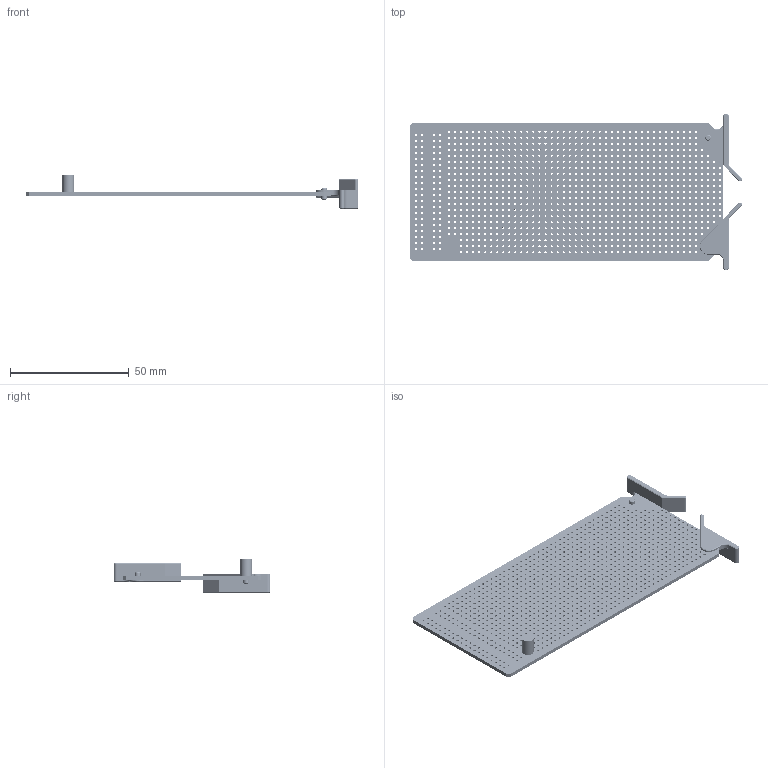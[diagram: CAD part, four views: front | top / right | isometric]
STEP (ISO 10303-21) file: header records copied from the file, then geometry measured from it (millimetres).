
FILE_DESCRIPTION(('Open CASCADE Model'),'2;1');
FILE_NAME('Open CASCADE Shape Model','2022-07-31T14:00:40',('Author'),( 'Open CASCADE'),'Open CASCADE STEP processor 6.8','Open CASCADE 6.8' ,'Unknown');
FILE_SCHEMA(('AUTOMOTIVE_DESIGN { 1 0 10303 214 1 1 1 1 }'));
Length unit declared in the file: millimetre
Products named in the file (10): PCB; Board; Open CASCADE STEP translator 6.8 25.1.1; C1; 6769422560; Cylinder; 6769422320; Free-Models; Ejector
Assembly tree (11 placements, depth 4):
  PCB
    Board
      Open CASCADE STEP translator 6.8 25.1.1
    C1
      6769422560
        Cylinder
      6769422320  x2
        Cylinder
    Free-Models
      Ejector  x2
Bounding box: 140.01 x 66.04 x 14.02 mm (x, y, z)
Volume: 13032.2 mm3; surface area: 21137.3 mm2
Topology: 6 solids, 6 shells, 1101 faces, 3219 edges, 2132 vertices
Faces by surface type: cylinder 1023, plane 56, cone 22
Full cylindrical faces by diameter (mm): 0.5 x2, 0.75 x2, 0.9 x1004, 2.362 x2, 2.768 x2, 5 x1
Entity records: 41276 total; most frequent: DIRECTION 7321, CARTESIAN_POINT 6295, ORIENTED_EDGE 6270, EDGE_CURVE 3135, AXIS2_PLACEMENT_3D 3116, FACE_BOUND 3078, EDGE_LOOP 3078, VERTEX_POINT 2083
